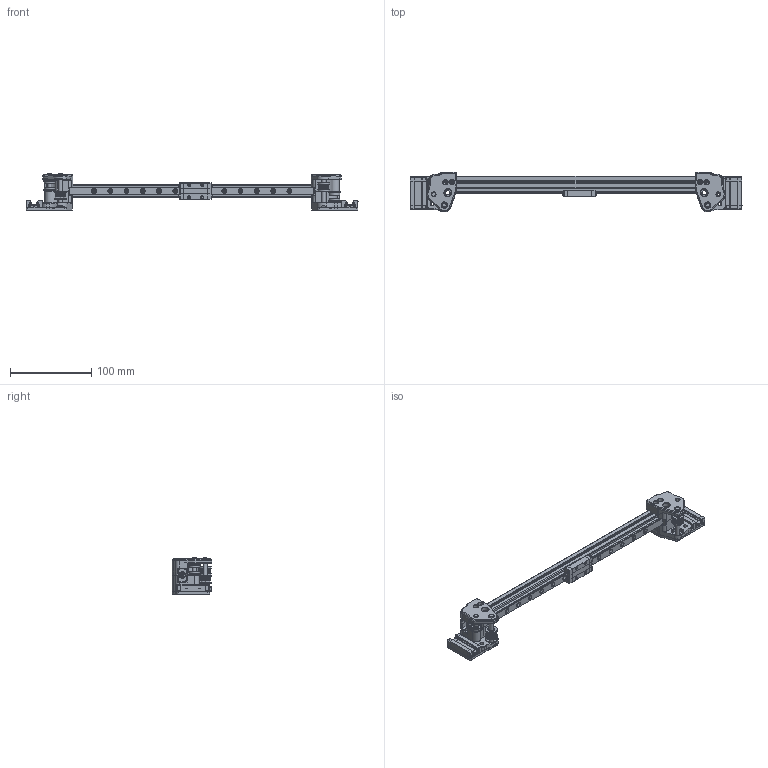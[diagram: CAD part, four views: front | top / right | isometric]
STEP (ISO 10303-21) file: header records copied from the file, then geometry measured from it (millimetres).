
FILE_DESCRIPTION(/* description */ (''),/* implementation_level */ '2;1');
FILE_NAME(/* name */ '1515_Trailhead_9mm_plated.step',/* time_stamp */ '2023-05-08T21:55:07-04:00',/* author */ (''),/* organization */ (''),/* preprocessor_version */ 'ST-DEVELOPER v19.2',/* originating_system */ 'Autodesk Translation Framework v12.4.0.73',/* authorisation */ '');
FILE_SCHEMA (('AUTOMOTIVE_DESIGN { 1 0 10303 214 3 1 1 }'));
Products named in the file (58): 1515_Trailhead_9mm_plated; 1515_Trailhead_9mm_v4; v1_MGN9_250; MGN9H - Carriage (1) (1); HFS3-1515-330; 5x40 Pin; MGN9H - Carriage (5) (1); F695 ZZ (1); GT2 20T Idler Gates v2; 5x40 Pin (1); 5x40 Pin (2); F695 ZZ (1)_1; MGN9H - Carriage (5) (1) (1); MGN9H - Carriage (9); XY Joint - Left v3; XY Joint - Right v1; MGN9H - Carriage (4) (1); GT2 20T Idler Gates v2 (1); XY Joint - Left v3 (1); plate (1) (1); MGN9H - Carriage (1) (1) (1); M5 1mm Spacer (1)_1; F695 ZZ (1) (1); MGN9H - Carriage (2) (1); XY Joint - Right v1 (1); plate (1); MGN9H - Carriage (3) (1); MGN9H - Carriage (4) (1) (1); MGN9H - Carriage (9) (1); v1_MGN9-H; id23; MGN9H - Carriage (3) (1) (1); F695 ZZ (1)_1 (1); id17; id14; id20; id2; id5; MGN9H - Carriage (6) (1); MGN9H - Carriage (6) (1) (1) ...
Assembly tree (57 placements, depth 4):
  1515_Trailhead_9mm_plated
    1515_Trailhead_9mm_v4
      v1_MGN9_250
      MGN9H - Carriage (1) (1)
      HFS3-1515-330
      5x40 Pin
      MGN9H - Carriage (5) (1)
      F695 ZZ (1)
      GT2 20T Idler Gates v2
      5x40 Pin (1)
      5x40 Pin (2)
      F695 ZZ (1)_1
      MGN9H - Carriage (5) (1) (1)
      MGN9H - Carriage (9)
      XY Joint - Left v3
      XY Joint - Right v1
      MGN9H - Carriage (4) (1)
      GT2 20T Idler Gates v2 (1)
      XY Joint - Left v3 (1)
        plate (1) (1)
      MGN9H - Carriage (1) (1) (1)
      M5 1mm Spacer (1)_1
      F695 ZZ (1) (1)
      MGN9H - Carriage (2) (1)
      XY Joint - Right v1 (1)
        plate (1)
      MGN9H - Carriage (3) (1)
      MGN9H - Carriage (4) (1) (1)
      MGN9H - Carriage (9) (1)
      v1_MGN9-H
      id23
      MGN9H - Carriage (3) (1) (1)
      F695 ZZ (1)_1 (1)
      id17
      id14
      id20
      id2
      id5
      MGN9H - Carriage (6) (1)
      MGN9H - Carriage (6) (1) (1)
      M5 1mm Spacer (1)_1 (1)
      GT2 20T Idler Gates v2 (2)
      GT2 20T Idler Gates v2 (3)
      MGN9H - Carriage (2) (1) (1)
      GT2 20T Idler v3 (2)
      M5 1mm Spacer (1)
      MGN9H - Carriage (8) (1)
      id8
      M5 1mm Spacer (1) (1)
      GT2 20T Idler v3 (2) (1)
      GT2 20T Idler v3 (2) (2)
      GT2 20T Idler Gates v2 (4)
      GT2 20T Idler Gates v2 (5)
      MGN9H - Carriage (7) (1)
      MGN9H - Carriage (8) (1) (1)
      id11
      GT2 20T Idler v3 (2) (3)
      MGN9H - Carriage (7) (1) (1)
Bounding box: 407.6 x 49.02 x 44.2 mm (x, y, z)
Volume: 155862.9 mm3; surface area: 109174.6 mm2
Topology: 56 solids, 56 shells, 1865 faces, 4758 edges, 3065 vertices
Faces by surface type: plane 1103, cylinder 577, cone 103, bspline 36, torus 32, sphere 14
Full cylindrical faces by diameter (mm): 1.288 x10, 1.5 x4, 2.5 x1, 2.603 x8, 3 x12, 3.1 x8, 3.2 x2, 3.3 x4, 3.4 x14, 3.5 x13, 3.6 x4, 4.7 x4, 5 x15, 5.2 x4, 5.4 x10, 5.75 x4, 5.8 x8, 6 x13, 6.2 x2, 6.5 x8, 8 x4, 8.2 x8, 9 x14, 10 x5, 11.5 x8, 13 x4, 13.15 x4, 15 x8, 15.15 x4
Entity records: 61687 total; most frequent: CARTESIAN_POINT 13231, DIRECTION 10125, ORIENTED_EDGE 9498, EDGE_CURVE 4749, AXIS2_PLACEMENT_3D 3519, LINE 3087, VECTOR 3087, VERTEX_POINT 3065
